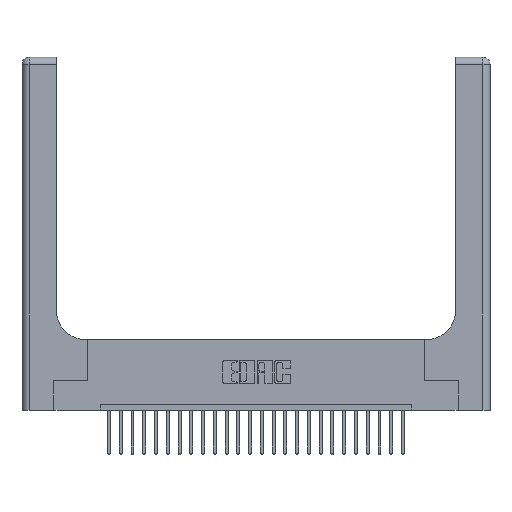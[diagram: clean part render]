
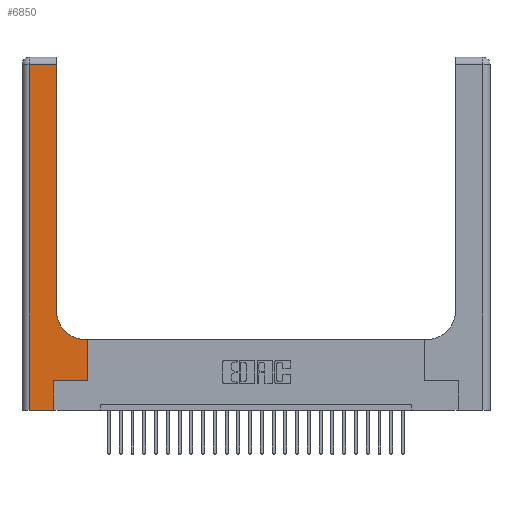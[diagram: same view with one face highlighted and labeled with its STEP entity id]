
A CAD part, top view. The second image highlights one B-rep face of the part: STEP entity #6850.
In plain terms, the highlighted planar face has unit normal (0, 0, 1).
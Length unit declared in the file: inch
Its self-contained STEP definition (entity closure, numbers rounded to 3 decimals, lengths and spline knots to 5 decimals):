
#179 = CARTESIAN_POINT ( 'NONE',  ( 0.2915, 3., 0.37 ) ) ;
#555 = LINE ( 'NONE', #12925, #20041 ) ;
#1274 = CARTESIAN_POINT ( 'NONE',  ( 0.2915, 0.85, 0.37 ) ) ;
#1901 = CARTESIAN_POINT ( 'NONE',  ( 0.5585, 0.25, 0.37 ) ) ;
#2062 = AXIS2_PLACEMENT_3D ( 'NONE', #16339, #3906, #14495 ) ;
#2157 = VECTOR ( 'NONE', #5738, 39.37008 ) ;
#3212 = EDGE_CURVE ( 'NONE', #23034, #11170, #6516, .T. ) ;
#3309 = DIRECTION ( 'NONE',  ( 1., 0., 0. ) ) ;
#3662 = CARTESIAN_POINT ( 'NONE',  ( 0., 2.94, 0.37 ) ) ;
#3690 = CARTESIAN_POINT ( 'NONE',  ( 0.5415, 0.6, 0.37 ) ) ;
#3906 = DIRECTION ( 'NONE',  ( 0., 0., -1. ) ) ;
#3933 = VECTOR ( 'NONE', #9353, 39.37008 ) ;
#3948 = CARTESIAN_POINT ( 'NONE',  ( 0.269, 0., 0.37 ) ) ;
#3987 = CARTESIAN_POINT ( 'NONE',  ( 0.06, 2.94, 0.37 ) ) ;
#4178 = CARTESIAN_POINT ( 'NONE',  ( 0.06, 0., 0.37 ) ) ;
#4566 = DIRECTION ( 'NONE',  ( 0., -1., 0. ) ) ;
#5738 = DIRECTION ( 'NONE',  ( -1., 0., 0. ) ) ;
#5989 = FACE_OUTER_BOUND ( 'NONE', #6243, .T. ) ;
#6113 = LINE ( 'NONE', #3662, #2157 ) ;
#6132 = CARTESIAN_POINT ( 'NONE',  ( 0.5415, 0.85, 0.37 ) ) ;
#6243 = EDGE_LOOP ( 'NONE', ( #25274, #7980, #16230, #12483, #9747, #16725, #9383, #7513, #14448 ) ) ;
#6516 = LINE ( 'NONE', #1901, #3933 ) ;
#6850 = ADVANCED_FACE ( 'NONE', ( #5989 ), #26828, .F. ) ;
#7146 = DIRECTION ( 'NONE',  ( 0., 1., 0. ) ) ;
#7163 = LINE ( 'NONE', #179, #13348 ) ;
#7176 = CIRCLE ( 'NONE', #23418, 0.25 ) ;
#7496 = CARTESIAN_POINT ( 'NONE',  ( 0.269, 0., 0.37 ) ) ;
#7513 = ORIENTED_EDGE ( 'NONE', *, *, #11074, .T. ) ;
#7980 = ORIENTED_EDGE ( 'NONE', *, *, #9259, .T. ) ;
#8078 = VECTOR ( 'NONE', #10578, 39.37008 ) ;
#8147 = VERTEX_POINT ( 'NONE', #3987 ) ;
#8210 = CARTESIAN_POINT ( 'NONE',  ( 0.2915, 2.94, 0.37 ) ) ;
#8680 = EDGE_CURVE ( 'NONE', #8147, #16249, #555, .T. ) ;
#9259 = EDGE_CURVE ( 'NONE', #20748, #8147, #6113, .T. ) ;
#9353 = DIRECTION ( 'NONE',  ( 0., 1., 0. ) ) ;
#9383 = ORIENTED_EDGE ( 'NONE', *, *, #3212, .T. ) ;
#9747 = ORIENTED_EDGE ( 'NONE', *, *, #23055, .T. ) ;
#10578 = DIRECTION ( 'NONE',  ( 1., 0., 0. ) ) ;
#11074 = EDGE_CURVE ( 'NONE', #11170, #20652, #24763, .T. ) ;
#11170 = VERTEX_POINT ( 'NONE', #14921 ) ;
#11614 = CARTESIAN_POINT ( 'NONE',  ( 0.2915, 0.6, 0.37 ) ) ;
#11873 = DIRECTION ( 'NONE',  ( -1., 0., 0. ) ) ;
#12059 = VECTOR ( 'NONE', #3309, 39.37008 ) ;
#12483 = ORIENTED_EDGE ( 'NONE', *, *, #13413, .T. ) ;
#12925 = CARTESIAN_POINT ( 'NONE',  ( 0.06, 3., 0.37 ) ) ;
#13348 = VECTOR ( 'NONE', #20592, 39.37008 ) ;
#13413 = EDGE_CURVE ( 'NONE', #16249, #13551, #20781, .T. ) ;
#13551 = VERTEX_POINT ( 'NONE', #3948 ) ;
#13777 = CARTESIAN_POINT ( 'NONE',  ( 0., 0., 0.37 ) ) ;
#13919 = VERTEX_POINT ( 'NONE', #23452 ) ;
#14448 = ORIENTED_EDGE ( 'NONE', *, *, #18476, .T. ) ;
#14495 = DIRECTION ( 'NONE',  ( -1., 0., 0. ) ) ;
#14921 = CARTESIAN_POINT ( 'NONE',  ( 0.5585, 0.6, 0.37 ) ) ;
#16230 = ORIENTED_EDGE ( 'NONE', *, *, #8680, .T. ) ;
#16249 = VERTEX_POINT ( 'NONE', #4178 ) ;
#16339 = CARTESIAN_POINT ( 'NONE',  ( 0., 3., 0.37 ) ) ;
#16405 = VECTOR ( 'NONE', #11873, 39.37008 ) ;
#16725 = ORIENTED_EDGE ( 'NONE', *, *, #22387, .T. ) ;
#17116 = LINE ( 'NONE', #7496, #20025 ) ;
#18476 = EDGE_CURVE ( 'NONE', #20652, #23096, #7176, .T. ) ;
#19909 = CARTESIAN_POINT ( 'NONE',  ( 0.5585, 0.25, 0.37 ) ) ;
#20025 = VECTOR ( 'NONE', #7146, 39.37008 ) ;
#20041 = VECTOR ( 'NONE', #4566, 39.37008 ) ;
#20592 = DIRECTION ( 'NONE',  ( 0., 1., 0. ) ) ;
#20652 = VERTEX_POINT ( 'NONE', #3690 ) ;
#20748 = VERTEX_POINT ( 'NONE', #8210 ) ;
#20781 = LINE ( 'NONE', #13777, #12059 ) ;
#21453 = EDGE_CURVE ( 'NONE', #23096, #20748, #7163, .T. ) ;
#21673 = LINE ( 'NONE', #25697, #8078 ) ;
#22387 = EDGE_CURVE ( 'NONE', #13919, #23034, #21673, .T. ) ;
#22534 = DIRECTION ( 'NONE',  ( 1., 0., 0. ) ) ;
#22993 = DIRECTION ( 'NONE',  ( 0., 0., -1. ) ) ;
#23034 = VERTEX_POINT ( 'NONE', #19909 ) ;
#23055 = EDGE_CURVE ( 'NONE', #13551, #13919, #17116, .T. ) ;
#23096 = VERTEX_POINT ( 'NONE', #1274 ) ;
#23418 = AXIS2_PLACEMENT_3D ( 'NONE', #6132, #22993, #22534 ) ;
#23452 = CARTESIAN_POINT ( 'NONE',  ( 0.269, 0.25, 0.37 ) ) ;
#24763 = LINE ( 'NONE', #11614, #16405 ) ;
#25274 = ORIENTED_EDGE ( 'NONE', *, *, #21453, .T. ) ;
#25697 = CARTESIAN_POINT ( 'NONE',  ( 0.269, 0.25, 0.37 ) ) ;
#26828 = PLANE ( 'NONE',  #2062 ) ;
